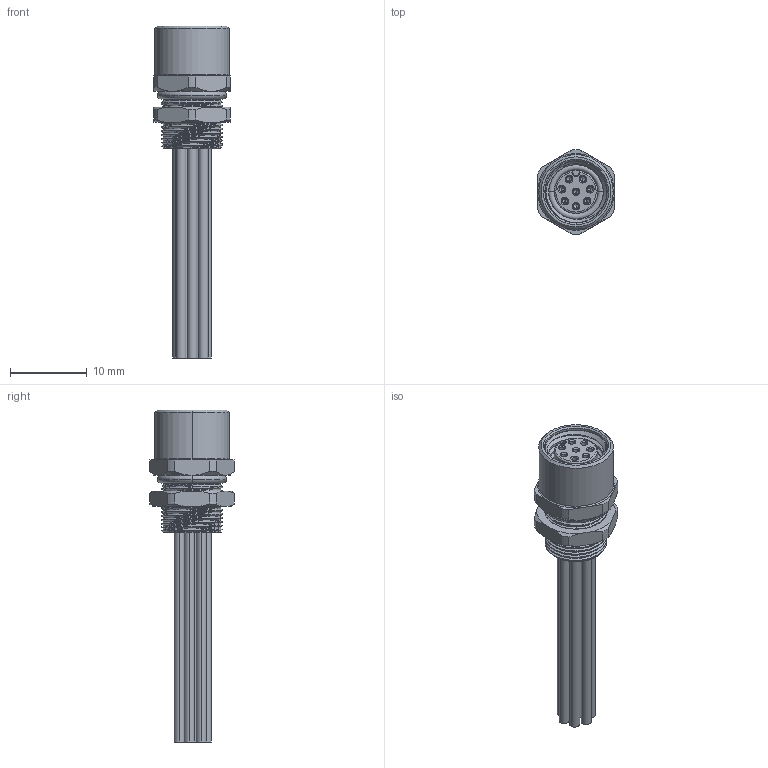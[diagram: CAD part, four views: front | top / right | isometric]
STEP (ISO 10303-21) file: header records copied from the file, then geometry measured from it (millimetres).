
FILE_DESCRIPTION((''),'2;1');
FILE_NAME('8P-K18','2025-09-09T',('gongcheng16'),(''),'PRO/ENGINEER BY PARAMETRIC TECHNOLOGY CORPORATION, 2010280','PRO/ENGINEER BY PARAMETRIC TECHNOLOGY CORPORATION, 2010280','');
FILE_SCHEMA(('CONFIG_CONTROL_DESIGN'));
Length unit declared in the file: millimetre
Products named in the file (1): 8P-K18
Bounding box: 10 x 10.99 x 43.2 mm (x, y, z)
Volume: 224.2 mm3; surface area: 3723.9 mm2
Topology: 1 solids, 22 shells, 732 faces, 1766 edges, 1093 vertices
Faces by surface type: cylinder 286, plane 208, cone 164, torus 48, bspline 26
Entity records: 28355 total; most frequent: CARTESIAN_POINT 11287, DIRECTION 3678, ORIENTED_EDGE 3468, EDGE_CURVE 1734, AXIS2_PLACEMENT_3D 1489, VERTEX_POINT 1093, EDGE_LOOP 819, CIRCLE 782
